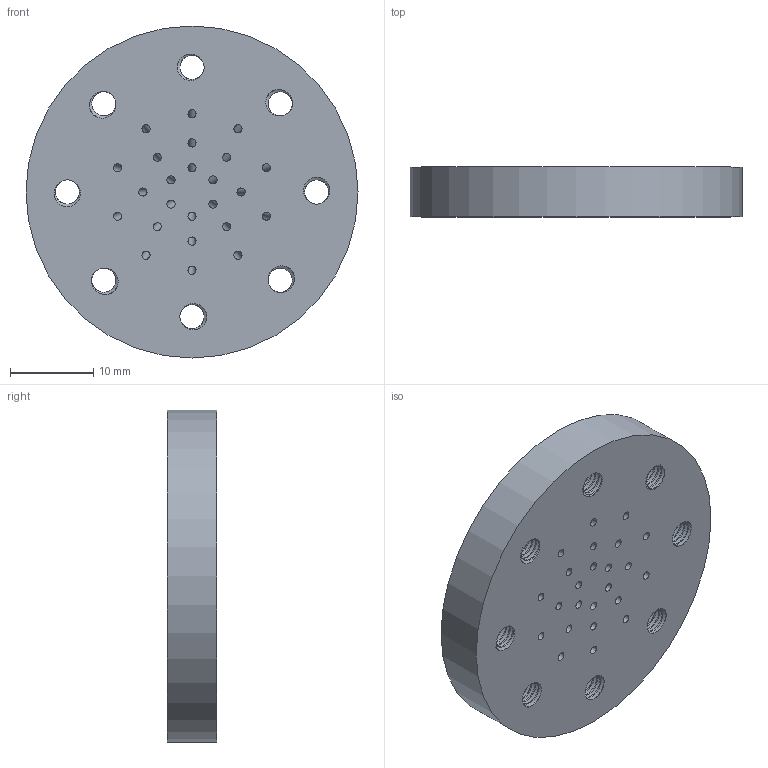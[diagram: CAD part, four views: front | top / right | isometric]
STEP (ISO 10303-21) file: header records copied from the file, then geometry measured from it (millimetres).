
FILE_DESCRIPTION(/* description */ (''),/* implementation_level */ '2;1');
FILE_NAME(/* name */ 'Injecteur.step',/* time_stamp */ '2023-08-01T13:20:14+02:00',/* author */ (''),/* organization */ (''),/* preprocessor_version */ 'ST-DEVELOPER v20',/* originating_system */ 'Autodesk Translation Framework v12.9.0.99',/* authorisation */ '');
FILE_SCHEMA (('AUTOMOTIVE_DESIGN { 1 0 10303 214 3 1 1 }'));
Length unit declared in the file: millimetre
Products named in the file (1): FusionComponent
Bounding box: 40 x 6 x 40 mm (x, y, z)
Volume: 7042.1 mm3; surface area: 4354.4 mm2
Topology: 1 solids, 1 shells, 219 faces, 651 edges, 434 vertices
Faces by surface type: cylinder 201, bspline 16, plane 2
Full cylindrical faces by diameter (mm): 0.966 x24, 2.93 x40, 3.599 x16, 40 x1
Entity records: 18612 total; most frequent: CARTESIAN_POINT 13305, ORIENTED_EDGE 1302, DIRECTION 757, EDGE_CURVE 651, VERTEX_POINT 434, B_SPLINE_CURVE_WITH_KNOTS 384, AXIS2_PLACEMENT_3D 286, EDGE_LOOP 283
